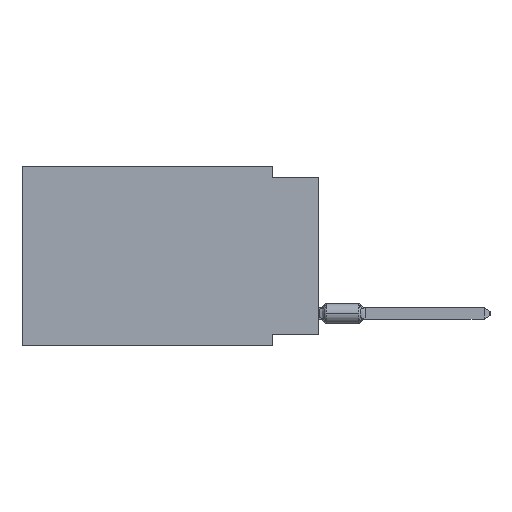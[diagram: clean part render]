
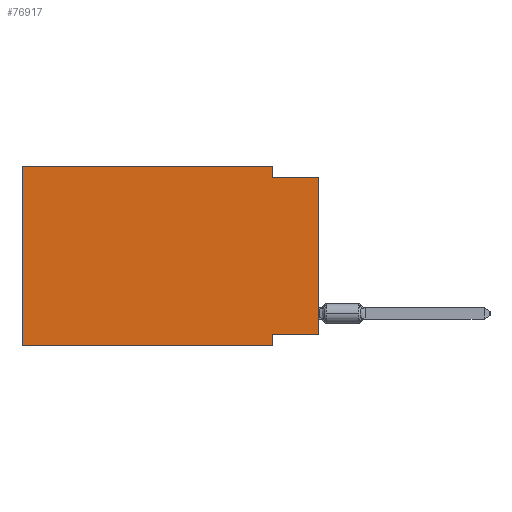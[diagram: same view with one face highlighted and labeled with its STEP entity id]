
A CAD part, left-side view. The second image highlights one B-rep face of the part: STEP entity #76917.
In plain terms, the highlighted planar face has unit normal (-1, 0, 0).
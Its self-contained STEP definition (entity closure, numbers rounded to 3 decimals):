
#394 = EDGE_CURVE ( 'NONE', #7038, #76300, #12153, .T. ) ;
#431 = DIRECTION ( 'NONE',  ( 0., 1., 0. ) ) ;
#859 = LINE ( 'NONE', #7827, #44785 ) ;
#924 = CARTESIAN_POINT ( 'NONE',  ( 0., 16.383, 0. ) ) ;
#1410 = EDGE_CURVE ( 'NONE', #39991, #20603, #34799, .T. ) ;
#1589 = ORIENTED_EDGE ( 'NONE', *, *, #59770, .T. ) ;
#2168 = CARTESIAN_POINT ( 'NONE',  ( 0., 16.383, -9.906 ) ) ;
#7038 = VERTEX_POINT ( 'NONE', #12532 ) ;
#7436 = EDGE_CURVE ( 'NONE', #45257, #18774, #56721, .T. ) ;
#7827 = CARTESIAN_POINT ( 'NONE',  ( 0., 0., 0. ) ) ;
#8257 = ORIENTED_EDGE ( 'NONE', *, *, #69237, .F. ) ;
#9065 = DIRECTION ( 'NONE',  ( 0., 0., -1. ) ) ;
#9908 = LINE ( 'NONE', #35388, #24956 ) ;
#12153 = LINE ( 'NONE', #2168, #58486 ) ;
#12532 = CARTESIAN_POINT ( 'NONE',  ( 0., 16.383, -9.906 ) ) ;
#14074 = ORIENTED_EDGE ( 'NONE', *, *, #20334, .F. ) ;
#16618 = VECTOR ( 'NONE', #39954, 1000. ) ;
#17258 = LINE ( 'NONE', #42343, #40705 ) ;
#18774 = VERTEX_POINT ( 'NONE', #64698 ) ;
#18902 = CARTESIAN_POINT ( 'NONE',  ( 0., 0., -9.271 ) ) ;
#20334 = EDGE_CURVE ( 'NONE', #64647, #45957, #27615, .T. ) ;
#20603 = VERTEX_POINT ( 'NONE', #63718 ) ;
#24956 = VECTOR ( 'NONE', #28803, 1000. ) ;
#25854 = VECTOR ( 'NONE', #78788, 1000. ) ;
#27615 = LINE ( 'NONE', #28419, #16618 ) ;
#28419 = CARTESIAN_POINT ( 'NONE',  ( 0., 0., -0.635 ) ) ;
#28803 = DIRECTION ( 'NONE',  ( 0., 0., -1. ) ) ;
#30764 = ORIENTED_EDGE ( 'NONE', *, *, #394, .T. ) ;
#30852 = CARTESIAN_POINT ( 'NONE',  ( 0., 2.54, -0.635 ) ) ;
#32252 = CARTESIAN_POINT ( 'NONE',  ( 0., 0., -9.271 ) ) ;
#34799 = LINE ( 'NONE', #53717, #25854 ) ;
#35120 = VECTOR ( 'NONE', #37099, 1000. ) ;
#35388 = CARTESIAN_POINT ( 'NONE',  ( 0., 2.54, -9.906 ) ) ;
#35569 = EDGE_CURVE ( 'NONE', #18774, #76300, #9908, .T. ) ;
#36959 = ORIENTED_EDGE ( 'NONE', *, *, #1410, .F. ) ;
#37063 = CARTESIAN_POINT ( 'NONE',  ( 0., 0., -0.635 ) ) ;
#37099 = DIRECTION ( 'NONE',  ( 0., 0., 1. ) ) ;
#37384 = CARTESIAN_POINT ( 'NONE',  ( 0., 16.383, 0. ) ) ;
#39954 = DIRECTION ( 'NONE',  ( 0., -1., 0. ) ) ;
#39991 = VERTEX_POINT ( 'NONE', #66730 ) ;
#40705 = VECTOR ( 'NONE', #9065, 1000. ) ;
#42343 = CARTESIAN_POINT ( 'NONE',  ( 0., 2.54, 0. ) ) ;
#44785 = VECTOR ( 'NONE', #76061, 1000. ) ;
#45257 = VERTEX_POINT ( 'NONE', #32252 ) ;
#45957 = VERTEX_POINT ( 'NONE', #37063 ) ;
#47150 = ORIENTED_EDGE ( 'NONE', *, *, #35569, .F. ) ;
#47339 = EDGE_CURVE ( 'NONE', #20603, #64647, #17258, .T. ) ;
#48670 = ORIENTED_EDGE ( 'NONE', *, *, #47339, .F. ) ;
#49316 = DIRECTION ( 'NONE',  ( 1., 0., 0. ) ) ;
#50174 = ORIENTED_EDGE ( 'NONE', *, *, #7436, .F. ) ;
#52299 = DIRECTION ( 'NONE',  ( 0., -1., 0. ) ) ;
#53717 = CARTESIAN_POINT ( 'NONE',  ( 0., 16.383, 0. ) ) ;
#54659 = DIRECTION ( 'NONE',  ( 0., 0., -1. ) ) ;
#56721 = LINE ( 'NONE', #18902, #69834 ) ;
#58486 = VECTOR ( 'NONE', #52299, 1000. ) ;
#59770 = EDGE_CURVE ( 'NONE', #45257, #45957, #859, .T. ) ;
#63390 = LINE ( 'NONE', #924, #35120 ) ;
#63718 = CARTESIAN_POINT ( 'NONE',  ( 0., 2.54, 0. ) ) ;
#64647 = VERTEX_POINT ( 'NONE', #30852 ) ;
#64698 = CARTESIAN_POINT ( 'NONE',  ( 0., 2.54, -9.271 ) ) ;
#66730 = CARTESIAN_POINT ( 'NONE',  ( 0., 16.383, 0. ) ) ;
#68218 = PLANE ( 'NONE',  #70161 ) ;
#69237 = EDGE_CURVE ( 'NONE', #7038, #39991, #63390, .T. ) ;
#69834 = VECTOR ( 'NONE', #431, 1000. ) ;
#70161 = AXIS2_PLACEMENT_3D ( 'NONE', #37384, #49316, #54659 ) ;
#70803 = EDGE_LOOP ( 'NONE', ( #1589, #14074, #48670, #36959, #8257, #30764, #47150, #50174 ) ) ;
#76061 = DIRECTION ( 'NONE',  ( 0., 0., 1. ) ) ;
#76300 = VERTEX_POINT ( 'NONE', #76598 ) ;
#76598 = CARTESIAN_POINT ( 'NONE',  ( 0., 2.54, -9.906 ) ) ;
#76917 = ADVANCED_FACE ( 'NONE', ( #79736 ), #68218, .F. ) ;
#78788 = DIRECTION ( 'NONE',  ( 0., -1., 0. ) ) ;
#79736 = FACE_OUTER_BOUND ( 'NONE', #70803, .T. ) ;
